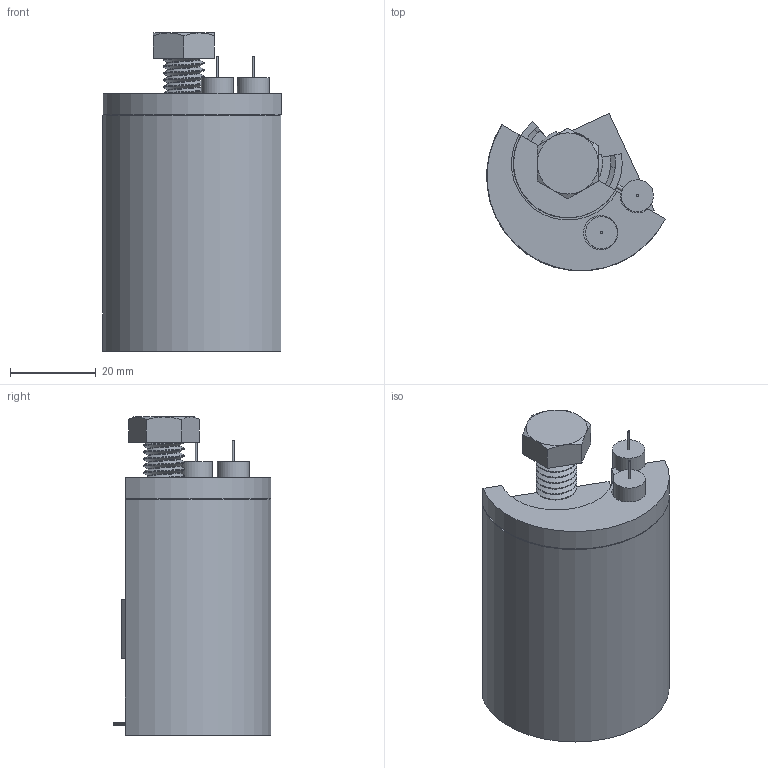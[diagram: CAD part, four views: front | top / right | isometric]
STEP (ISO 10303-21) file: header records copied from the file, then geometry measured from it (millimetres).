
FILE_DESCRIPTION(/* description */ (''),/* implementation_level */ '2;1');
FILE_NAME(/* name */ 'MoS2 Teflon Powder Full Cell v6.step',/* time_stamp */ '2024-02-24T19:29:12-05:00',/* author */ (''),/* organization */ (''),/* preprocessor_version */ 'ST-DEVELOPER v20',/* originating_system */ 'Autodesk Translation Framework v12.20.1.177',/* authorisation */ '');
FILE_SCHEMA (('AUTOMOTIVE_DESIGN { 1 0 10303 214 3 1 1 }'));
Length unit declared in the file: millimetre
Products named in the file (22): MoS2 Teflon Powder Full Cell; 9435K5_302 Stainless Steel Corrosion-Resistant Compression Springs; Component6; Component7; 90780A624_Nickel Alloy Hex Head Screw; Component13; 9568K19_Ultra-Chemical-Resistant Kalrez 4079 O-Ring; Component12; Component17; Component34; MoS2 50mL Beaker Cap; Component18; Component32; Component19; Component20; Component29; Component30; Component31; Water; Component35; Component36; Component37
Assembly tree (21 placements, depth 3):
  MoS2 Teflon Powder Full Cell
    9435K5_302 Stainless Steel Corrosion-Resistant Compression Springs
    Component6
    Component7
    90780A624_Nickel Alloy Hex Head Screw
    Component13
    9568K19_Ultra-Chemical-Resistant Kalrez 4079 O-Ring
    Component12
    Component17
      Component34
    MoS2 50mL Beaker Cap
    Component18
      Component32
    Component19
    Component20
    Component29
    Component30
    Component31
    Water
    Component35
    Component36
    Component37
Bounding box: 41.66 x 36.8 x 74.28 mm (x, y, z)
Volume: 50122.8 mm3; surface area: 32120.5 mm2
Topology: 18 solids, 18 shells, 319 faces, 823 edges, 542 vertices
Faces by surface type: cylinder 121, bspline 114, plane 72, cone 8, torus 4
Full cylindrical faces by diameter (mm): 0.5 x2, 1 x2, 3 x1, 7.5 x2, 8 x1, 12.67 x1, 12.7 x2, 15 x1
Entity records: 21802 total; most frequent: CARTESIAN_POINT 14352, ORIENTED_EDGE 1646, DIRECTION 1110, EDGE_CURVE 823, VERTEX_POINT 542, AXIS2_PLACEMENT_3D 433, B_SPLINE_CURVE_WITH_KNOTS 324, EDGE_LOOP 323
